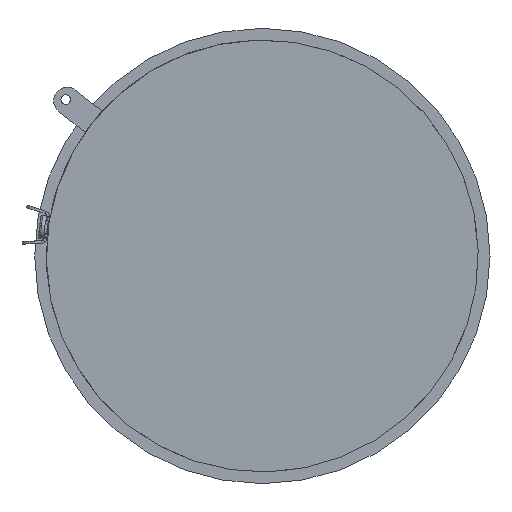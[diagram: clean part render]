
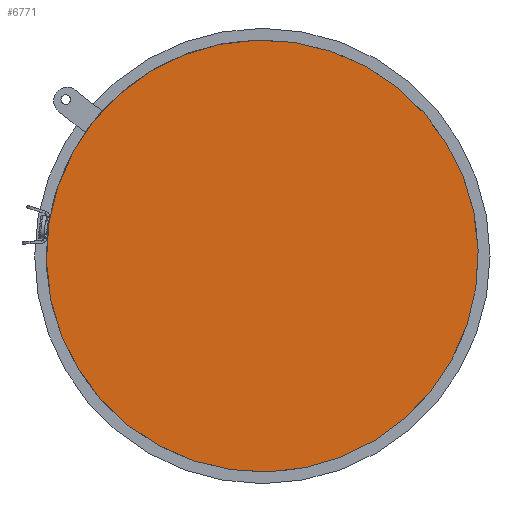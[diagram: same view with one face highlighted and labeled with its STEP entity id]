
A CAD part, left-side view. The second image highlights one B-rep face of the part: STEP entity #6771.
In plain terms, the highlighted planar face has unit normal (-1, 0, 0).
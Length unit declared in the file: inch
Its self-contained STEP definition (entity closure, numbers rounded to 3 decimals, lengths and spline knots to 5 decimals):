
#4298=CARTESIAN_POINT('',(-4.09864,0.00037,
-0.00005));
#4299=DIRECTION('',(1.,0.,0.));
#4300=DIRECTION('',(0.,0.148,-0.989));
#4301=AXIS2_PLACEMENT_3D('',#4298,#4299,#4300);
#4315=CARTESIAN_POINT('',(-4.09864,0.00037,
-0.00005));
#4316=DIRECTION('',(-1.,0.,0.));
#4317=DIRECTION('',(0.,0.148,-0.989));
#4318=AXIS2_PLACEMENT_3D('',#4315,#4316,#4317);
#4568=CARTESIAN_POINT('',(-4.09856,0.24573,
-1.64181));
#4570=VERTEX_POINT('',#4568);
#4572=CARTESIAN_POINT('',(-4.09873,-0.245,
1.64172));
#4574=VERTEX_POINT('',#4572);
#6762=CARTESIAN_POINT('',(-4.09864,0.00037,
-0.00005));
#6763=DIRECTION('',(-1.,0.,0.));
#6764=DIRECTION('',(0.,-0.148,0.989));
#6765=AXIS2_PLACEMENT_3D('',#6762,#6763,#6764);
#6766=PLANE('',#6765);
#6767=ORIENTED_EDGE('',*,*,#6755,.F.);
#6768=ORIENTED_EDGE('',*,*,#6730,.T.);
#6769=EDGE_LOOP('',(#6767,#6768));
#6770=FACE_OUTER_BOUND('',#6769,.F.);
#6771=ADVANCED_FACE('',(#6770),#6766,.T.);
#4302=CIRCLE('',#4301,1.66);
#4319=CIRCLE('',#4318,1.66);
#6730=EDGE_CURVE('',#4570,#4574,#4302,.T.);
#6755=EDGE_CURVE('',#4570,#4574,#4319,.T.);
